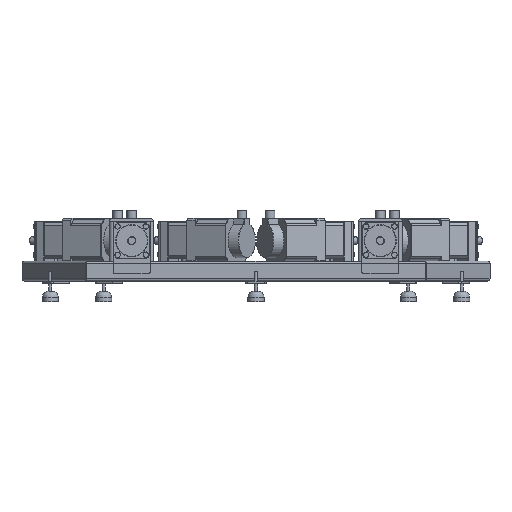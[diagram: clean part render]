
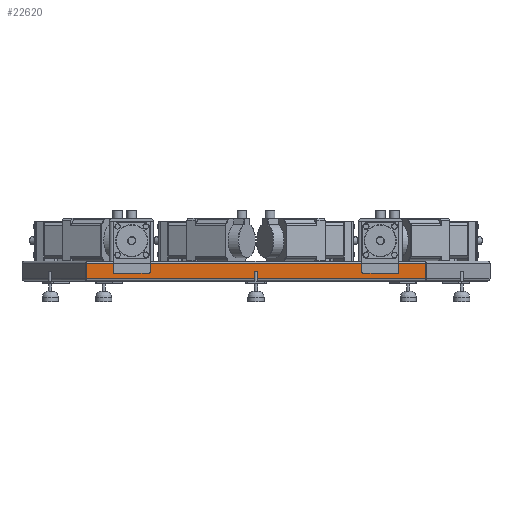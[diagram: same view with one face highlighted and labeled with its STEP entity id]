
A CAD part, front view. The second image highlights one B-rep face of the part: STEP entity #22620.
In plain terms, the highlighted planar face has unit normal (0, -1, 0).
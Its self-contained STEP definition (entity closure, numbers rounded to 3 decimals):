
#201 = CIRCLE ( 'NONE', #32128, 3. ) ;
#536 = ORIENTED_EDGE ( 'NONE', *, *, #10859, .T. ) ;
#540 = DIRECTION ( 'NONE',  ( 0., 0., -1. ) ) ;
#1005 = CARTESIAN_POINT ( 'NONE',  ( -424.864, -428.5, 44. ) ) ;
#1041 = VERTEX_POINT ( 'NONE', #37486 ) ;
#2844 = DIRECTION ( 'NONE',  ( -0.707, 0., -0.707 ) ) ;
#3110 = ORIENTED_EDGE ( 'NONE', *, *, #9006, .T. ) ;
#3507 = VERTEX_POINT ( 'NONE', #11792 ) ;
#3766 = DIRECTION ( 'NONE',  ( 0.707, 0., -0.707 ) ) ;
#3822 = CIRCLE ( 'NONE', #35754, 3. ) ;
#3867 = AXIS2_PLACEMENT_3D ( 'NONE', #19223, #22351, #3766 ) ;
#4752 = CARTESIAN_POINT ( 'NONE',  ( -356.374, -428.5, 44. ) ) ;
#5553 = EDGE_CURVE ( 'NONE', #7623, #32378, #31669, .T. ) ;
#5625 = ORIENTED_EDGE ( 'NONE', *, *, #9280, .T. ) ;
#5671 = LINE ( 'NONE', #11566, #24991 ) ;
#6051 = CARTESIAN_POINT ( 'NONE',  ( -416.203, -428.5, 44. ) ) ;
#6054 = LINE ( 'NONE', #18022, #11098 ) ;
#6821 = DIRECTION ( 'NONE',  ( 0., 0., -1. ) ) ;
#7502 = EDGE_CURVE ( 'NONE', #7961, #28985, #36056, .T. ) ;
#7520 = LINE ( 'NONE', #28117, #17877 ) ;
#7602 = CIRCLE ( 'NONE', #3867, 3. ) ;
#7623 = VERTEX_POINT ( 'NONE', #35236 ) ;
#7961 = VERTEX_POINT ( 'NONE', #4752 ) ;
#8312 = VERTEX_POINT ( 'NONE', #31959 ) ;
#8980 = AXIS2_PLACEMENT_3D ( 'NONE', #21647, #36358, #2844 ) ;
#9006 = EDGE_CURVE ( 'NONE', #34597, #31657, #201, .T. ) ;
#9095 = DIRECTION ( 'NONE',  ( 0., 0., 1. ) ) ;
#9157 = CARTESIAN_POINT ( 'NONE',  ( -266.354, -428.5, 23. ) ) ;
#9280 = EDGE_CURVE ( 'NONE', #32378, #11479, #10847, .T. ) ;
#9400 = DIRECTION ( 'NONE',  ( 0., 0., 1. ) ) ;
#9935 = DIRECTION ( 'NONE',  ( -1., 0., 0. ) ) ;
#9959 = CARTESIAN_POINT ( 'NONE',  ( 263.354, -428.5, 28. ) ) ;
#10003 = VECTOR ( 'NONE', #9095, 1000. ) ;
#10042 = VERTEX_POINT ( 'NONE', #33782 ) ;
#10430 = CARTESIAN_POINT ( 'NONE',  ( 424.864, -428.5, 6. ) ) ;
#10519 = VERTEX_POINT ( 'NONE', #24890 ) ;
#10847 = CIRCLE ( 'NONE', #8980, 3. ) ;
#10859 = EDGE_CURVE ( 'NONE', #10042, #34597, #27546, .T. ) ;
#10894 = ORIENTED_EDGE ( 'NONE', *, *, #10962, .F. ) ;
#10962 = EDGE_CURVE ( 'NONE', #35026, #3507, #7520, .T. ) ;
#11098 = VECTOR ( 'NONE', #9400, 1000. ) ;
#11479 = VERTEX_POINT ( 'NONE', #35126 ) ;
#11566 = CARTESIAN_POINT ( 'NONE',  ( -416.203, -428.5, 44. ) ) ;
#11792 = CARTESIAN_POINT ( 'NONE',  ( -424.864, -428.5, 6. ) ) ;
#11820 = VECTOR ( 'NONE', #6821, 1000. ) ;
#12133 = LINE ( 'NONE', #9959, #28783 ) ;
#13096 = DIRECTION ( 'NONE',  ( -0.707, 0., -0.707 ) ) ;
#13543 = CARTESIAN_POINT ( 'NONE',  ( 263.354, -428.5, 44. ) ) ;
#13827 = EDGE_CURVE ( 'NONE', #3507, #28985, #17524, .T. ) ;
#14177 = ORIENTED_EDGE ( 'NONE', *, *, #16246, .T. ) ;
#14619 = ORIENTED_EDGE ( 'NONE', *, *, #7502, .T. ) ;
#15022 = ORIENTED_EDGE ( 'NONE', *, *, #29366, .T. ) ;
#15322 = EDGE_LOOP ( 'NONE', ( #15022, #14619, #28352, #10894, #14177, #32706, #33662, #38360, #35493, #5625, #31243, #15726, #536, #3110, #31123, #21276 ) ) ;
#15433 = DIRECTION ( 'NONE',  ( 0.707, 0., -0.707 ) ) ;
#15444 = VERTEX_POINT ( 'NONE', #25128 ) ;
#15726 = ORIENTED_EDGE ( 'NONE', *, *, #34631, .T. ) ;
#16246 = EDGE_CURVE ( 'NONE', #35026, #10519, #23794, .T. ) ;
#16763 = DIRECTION ( 'NONE',  ( -1., 0., 0. ) ) ;
#16869 = CARTESIAN_POINT ( 'NONE',  ( 356.374, -428.5, 44. ) ) ;
#17019 = EDGE_CURVE ( 'NONE', #18381, #1041, #33703, .T. ) ;
#17056 = DIRECTION ( 'NONE',  ( -1., 0., 0. ) ) ;
#17344 = CARTESIAN_POINT ( 'NONE',  ( -25.67, -428.5, 20. ) ) ;
#17524 = LINE ( 'NONE', #29470, #22963 ) ;
#17550 = EDGE_CURVE ( 'NONE', #10519, #18381, #5671, .T. ) ;
#17877 = VECTOR ( 'NONE', #19485, 1000. ) ;
#18022 = CARTESIAN_POINT ( 'NONE',  ( -356.374, -428.5, 28. ) ) ;
#18381 = VERTEX_POINT ( 'NONE', #16869 ) ;
#19223 = CARTESIAN_POINT ( 'NONE',  ( 353.374, -428.5, 23. ) ) ;
#19485 = DIRECTION ( 'NONE',  ( -1., 0., 0. ) ) ;
#19698 = LINE ( 'NONE', #28521, #24519 ) ;
#20241 = CARTESIAN_POINT ( 'NONE',  ( -266.354, -428.5, 20. ) ) ;
#20295 = EDGE_CURVE ( 'NONE', #31657, #15444, #21118, .T. ) ;
#20846 = CARTESIAN_POINT ( 'NONE',  ( 424.864, -428.5, 15.5 ) ) ;
#21104 = DIRECTION ( 'NONE',  ( 0., 1., 0. ) ) ;
#21118 = LINE ( 'NONE', #33678, #28545 ) ;
#21276 = ORIENTED_EDGE ( 'NONE', *, *, #34153, .T. ) ;
#21507 = PLANE ( 'NONE',  #36254 ) ;
#21541 = DIRECTION ( 'NONE',  ( 0., 1., 0. ) ) ;
#21647 = CARTESIAN_POINT ( 'NONE',  ( 266.354, -428.5, 23. ) ) ;
#21920 = CARTESIAN_POINT ( 'NONE',  ( -353.374, -428.5, 23. ) ) ;
#22249 = CARTESIAN_POINT ( 'NONE',  ( -263.354, -428.5, 23. ) ) ;
#22351 = DIRECTION ( 'NONE',  ( 0., 1., 0. ) ) ;
#22620 = ADVANCED_FACE ( 'NONE', ( #30326 ), #21507, .T. ) ;
#22963 = VECTOR ( 'NONE', #26515, 1000. ) ;
#23280 = VECTOR ( 'NONE', #30553, 1000. ) ;
#23794 = LINE ( 'NONE', #20846, #10003 ) ;
#24209 = DIRECTION ( 'NONE',  ( 0., 0., -1. ) ) ;
#24519 = VECTOR ( 'NONE', #25000, 1000. ) ;
#24890 = CARTESIAN_POINT ( 'NONE',  ( 424.864, -428.5, 44. ) ) ;
#24991 = VECTOR ( 'NONE', #17056, 1000. ) ;
#25000 = DIRECTION ( 'NONE',  ( -1., 0., 0. ) ) ;
#25128 = CARTESIAN_POINT ( 'NONE',  ( -353.374, -428.5, 20. ) ) ;
#26515 = DIRECTION ( 'NONE',  ( 0., 0., 1. ) ) ;
#27019 = EDGE_CURVE ( 'NONE', #1041, #7623, #7602, .T. ) ;
#27383 = DIRECTION ( 'NONE',  ( 0., -1., 0. ) ) ;
#27546 = LINE ( 'NONE', #34019, #36015 ) ;
#27606 = DIRECTION ( 'NONE',  ( 0., 0., 1. ) ) ;
#27608 = CARTESIAN_POINT ( 'NONE',  ( 356.374, -428.5, 13. ) ) ;
#28117 = CARTESIAN_POINT ( 'NONE',  ( -416.203, -428.5, 6. ) ) ;
#28352 = ORIENTED_EDGE ( 'NONE', *, *, #13827, .F. ) ;
#28521 = CARTESIAN_POINT ( 'NONE',  ( -416.203, -428.5, 44. ) ) ;
#28545 = VECTOR ( 'NONE', #9935, 1000. ) ;
#28783 = VECTOR ( 'NONE', #27606, 1000. ) ;
#28985 = VERTEX_POINT ( 'NONE', #1005 ) ;
#29366 = EDGE_CURVE ( 'NONE', #8312, #7961, #6054, .T. ) ;
#29470 = CARTESIAN_POINT ( 'NONE',  ( -424.864, -428.5, 15.5 ) ) ;
#30326 = FACE_OUTER_BOUND ( 'NONE', #15322, .T. ) ;
#30553 = DIRECTION ( 'NONE',  ( -1., 0., 0. ) ) ;
#31123 = ORIENTED_EDGE ( 'NONE', *, *, #20295, .T. ) ;
#31243 = ORIENTED_EDGE ( 'NONE', *, *, #33002, .T. ) ;
#31657 = VERTEX_POINT ( 'NONE', #20241 ) ;
#31669 = LINE ( 'NONE', #17344, #33694 ) ;
#31876 = CARTESIAN_POINT ( 'NONE',  ( 266.354, -428.5, 20. ) ) ;
#31959 = CARTESIAN_POINT ( 'NONE',  ( -356.374, -428.5, 23. ) ) ;
#32128 = AXIS2_PLACEMENT_3D ( 'NONE', #9157, #21104, #15433 ) ;
#32378 = VERTEX_POINT ( 'NONE', #31876 ) ;
#32706 = ORIENTED_EDGE ( 'NONE', *, *, #17550, .T. ) ;
#33002 = EDGE_CURVE ( 'NONE', #11479, #38641, #12133, .T. ) ;
#33662 = ORIENTED_EDGE ( 'NONE', *, *, #17019, .T. ) ;
#33678 = CARTESIAN_POINT ( 'NONE',  ( -335.534, -428.5, 20. ) ) ;
#33694 = VECTOR ( 'NONE', #16763, 1000. ) ;
#33703 = LINE ( 'NONE', #27608, #11820 ) ;
#33782 = CARTESIAN_POINT ( 'NONE',  ( -263.354, -428.5, 44. ) ) ;
#34019 = CARTESIAN_POINT ( 'NONE',  ( -263.354, -428.5, 13. ) ) ;
#34153 = EDGE_CURVE ( 'NONE', #15444, #8312, #3822, .T. ) ;
#34597 = VERTEX_POINT ( 'NONE', #22249 ) ;
#34631 = EDGE_CURVE ( 'NONE', #38641, #10042, #19698, .T. ) ;
#35026 = VERTEX_POINT ( 'NONE', #10430 ) ;
#35126 = CARTESIAN_POINT ( 'NONE',  ( 263.354, -428.5, 23. ) ) ;
#35236 = CARTESIAN_POINT ( 'NONE',  ( 353.374, -428.5, 20. ) ) ;
#35493 = ORIENTED_EDGE ( 'NONE', *, *, #5553, .T. ) ;
#35754 = AXIS2_PLACEMENT_3D ( 'NONE', #21920, #21541, #13096 ) ;
#36015 = VECTOR ( 'NONE', #24209, 1000. ) ;
#36023 = CARTESIAN_POINT ( 'NONE',  ( -416.203, -428.5, 6. ) ) ;
#36056 = LINE ( 'NONE', #6051, #23280 ) ;
#36254 = AXIS2_PLACEMENT_3D ( 'NONE', #36023, #27383, #540 ) ;
#36358 = DIRECTION ( 'NONE',  ( 0., 1., 0. ) ) ;
#37486 = CARTESIAN_POINT ( 'NONE',  ( 356.374, -428.5, 23. ) ) ;
#38360 = ORIENTED_EDGE ( 'NONE', *, *, #27019, .T. ) ;
#38641 = VERTEX_POINT ( 'NONE', #13543 ) ;
